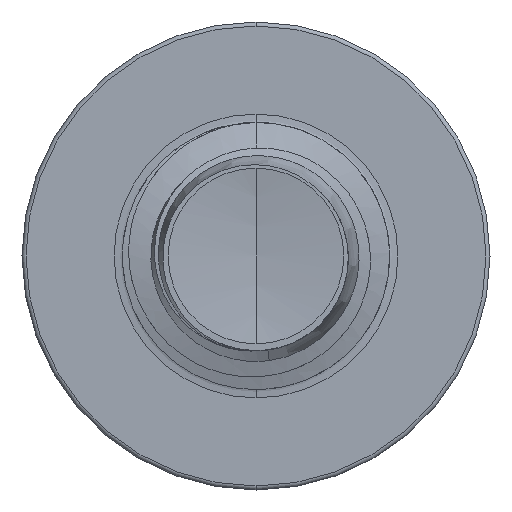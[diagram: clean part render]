
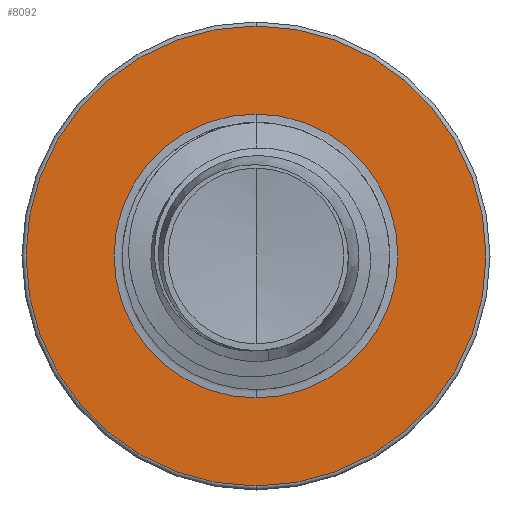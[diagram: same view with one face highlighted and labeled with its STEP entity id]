
A CAD part, front view. The second image highlights one B-rep face of the part: STEP entity #8092.
In plain terms, the highlighted planar face has unit normal (0, -1, 0).
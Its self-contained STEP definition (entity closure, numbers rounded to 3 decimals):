
#87 = FACE_BOUND ( 'NONE', #4918, .T. ) ;
#189 = CARTESIAN_POINT ( 'NONE',  ( 0., 5., 0. ) ) ;
#504 = CARTESIAN_POINT ( 'NONE',  ( 0., 5., 3.186 ) ) ;
#532 = DIRECTION ( 'NONE',  ( 0., 1., 0. ) ) ;
#591 = ORIENTED_EDGE ( 'NONE', *, *, #8001, .F. ) ;
#837 = CIRCLE ( 'NONE', #6839, 5.16 ) ;
#1062 = EDGE_LOOP ( 'NONE', ( #591, #10719 ) ) ;
#1286 = DIRECTION ( 'NONE',  ( 0., 0., 1. ) ) ;
#1578 = EDGE_CURVE ( 'NONE', #12251, #2571, #5572, .T. ) ;
#1770 = AXIS2_PLACEMENT_3D ( 'NONE', #9916, #4411, #10799 ) ;
#1889 = PLANE ( 'NONE',  #6607 ) ;
#2054 = CARTESIAN_POINT ( 'NONE',  ( 0., 5., -3.186 ) ) ;
#2181 = DIRECTION ( 'NONE',  ( 0., 1., 0. ) ) ;
#2571 = VERTEX_POINT ( 'NONE', #3311 ) ;
#2637 = EDGE_CURVE ( 'NONE', #6974, #6035, #8767, .T. ) ;
#2836 = DIRECTION ( 'NONE',  ( 0., 0., 1. ) ) ;
#3311 = CARTESIAN_POINT ( 'NONE',  ( 0., 5., 5.16 ) ) ;
#3607 = CARTESIAN_POINT ( 'NONE',  ( 0., 5., -3.186 ) ) ;
#3641 = ORIENTED_EDGE ( 'NONE', *, *, #8016, .T. ) ;
#4411 = DIRECTION ( 'NONE',  ( 0., 1., 0. ) ) ;
#4918 = EDGE_LOOP ( 'NONE', ( #8377, #3641 ) ) ;
#5123 = FACE_OUTER_BOUND ( 'NONE', #1062, .T. ) ;
#5572 = CIRCLE ( 'NONE', #7551, 5.16 ) ;
#6035 = VERTEX_POINT ( 'NONE', #2054 ) ;
#6310 = CIRCLE ( 'NONE', #6712, 3.186 ) ;
#6377 = CARTESIAN_POINT ( 'NONE',  ( 0., 5., 0. ) ) ;
#6607 = AXIS2_PLACEMENT_3D ( 'NONE', #3607, #8576, #2836 ) ;
#6712 = AXIS2_PLACEMENT_3D ( 'NONE', #189, #7043, #1286 ) ;
#6839 = AXIS2_PLACEMENT_3D ( 'NONE', #7943, #2181, #8859 ) ;
#6974 = VERTEX_POINT ( 'NONE', #504 ) ;
#7043 = DIRECTION ( 'NONE',  ( 0., 1., 0. ) ) ;
#7300 = DIRECTION ( 'NONE',  ( 0., 0., 1. ) ) ;
#7551 = AXIS2_PLACEMENT_3D ( 'NONE', #6377, #532, #7300 ) ;
#7811 = CARTESIAN_POINT ( 'NONE',  ( 0., 5., -5.16 ) ) ;
#7943 = CARTESIAN_POINT ( 'NONE',  ( 0., 5., 0. ) ) ;
#8001 = EDGE_CURVE ( 'NONE', #2571, #12251, #837, .T. ) ;
#8016 = EDGE_CURVE ( 'NONE', #6035, #6974, #6310, .T. ) ;
#8092 = ADVANCED_FACE ( 'NONE', ( #5123, #87 ), #1889, .F. ) ;
#8377 = ORIENTED_EDGE ( 'NONE', *, *, #2637, .T. ) ;
#8576 = DIRECTION ( 'NONE',  ( 0., 1., 0. ) ) ;
#8767 = CIRCLE ( 'NONE', #1770, 3.186 ) ;
#8859 = DIRECTION ( 'NONE',  ( 0., 0., 1. ) ) ;
#9916 = CARTESIAN_POINT ( 'NONE',  ( 0., 5., 0. ) ) ;
#10719 = ORIENTED_EDGE ( 'NONE', *, *, #1578, .F. ) ;
#10799 = DIRECTION ( 'NONE',  ( 0., 0., 1. ) ) ;
#12251 = VERTEX_POINT ( 'NONE', #7811 ) ;
